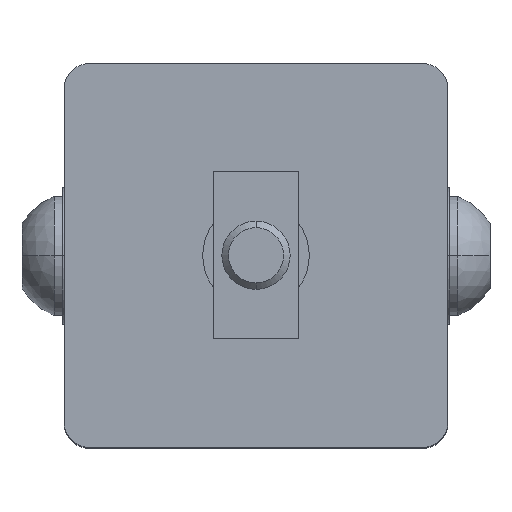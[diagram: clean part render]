
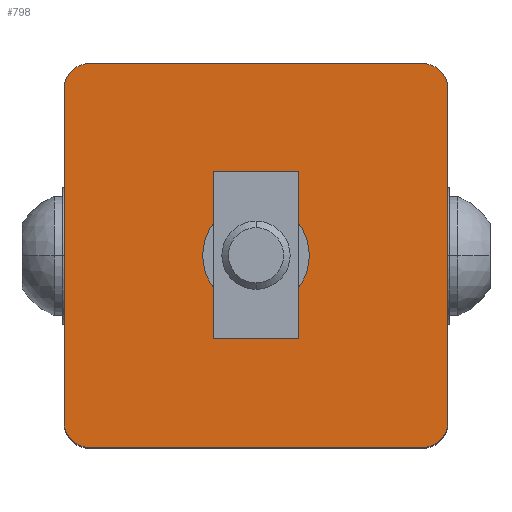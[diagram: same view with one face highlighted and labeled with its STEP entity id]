
A CAD part, top view. The second image highlights one B-rep face of the part: STEP entity #798.
In plain terms, the highlighted planar face has unit normal (0, 0, 1).
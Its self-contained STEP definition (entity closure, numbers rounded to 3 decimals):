
#19 = FACE_OUTER_BOUND ( 'NONE', #4647, .T. ) ;
#70 = CIRCLE ( 'NONE', #1872, 3. ) ;
#148 = EDGE_CURVE ( 'NONE', #654, #4209, #5024, .T. ) ;
#207 = ORIENTED_EDGE ( 'NONE', *, *, #7758, .F. ) ;
#297 = ORIENTED_EDGE ( 'NONE', *, *, #5111, .T. ) ;
#418 = LINE ( 'NONE', #3236, #7586 ) ;
#446 = CARTESIAN_POINT ( 'NONE',  ( 22.5, -19.5, 73. ) ) ;
#469 = CIRCLE ( 'NONE', #2297, 6.25 ) ;
#539 = CARTESIAN_POINT ( 'NONE',  ( 19.5, 19.5, 73. ) ) ;
#572 = CARTESIAN_POINT ( 'NONE',  ( -19.5, 22.5, 73. ) ) ;
#607 = CARTESIAN_POINT ( 'NONE',  ( 21.621, -21.621, 73. ) ) ;
#654 = VERTEX_POINT ( 'NONE', #4975 ) ;
#718 = CARTESIAN_POINT ( 'NONE',  ( 19.5, -19.5, 73. ) ) ;
#798 = ADVANCED_FACE ( 'NONE', ( #19, #2836 ), #5703, .F. ) ;
#827 = DIRECTION ( 'NONE',  ( 0., -1., 0. ) ) ;
#903 = VERTEX_POINT ( 'NONE', #607 ) ;
#994 = CARTESIAN_POINT ( 'NONE',  ( 19.5, 19.5, 73. ) ) ;
#1005 = CIRCLE ( 'NONE', #7135, 6.25 ) ;
#1081 = ORIENTED_EDGE ( 'NONE', *, *, #1336, .F. ) ;
#1156 = VERTEX_POINT ( 'NONE', #1976 ) ;
#1336 = EDGE_CURVE ( 'NONE', #6592, #3345, #5285, .T. ) ;
#1508 = ORIENTED_EDGE ( 'NONE', *, *, #7707, .T. ) ;
#1543 = DIRECTION ( 'NONE',  ( -0.707, 0.707, 0. ) ) ;
#1564 = DIRECTION ( 'NONE',  ( 0., 0., -1. ) ) ;
#1579 = DIRECTION ( 'NONE',  ( 0., 1., 0. ) ) ;
#1607 = CARTESIAN_POINT ( 'NONE',  ( 0., 0., 73. ) ) ;
#1741 = CIRCLE ( 'NONE', #4225, 3. ) ;
#1835 = CARTESIAN_POINT ( 'NONE',  ( 19.5, 22.5, 73. ) ) ;
#1872 = AXIS2_PLACEMENT_3D ( 'NONE', #994, #4396, #2316 ) ;
#1976 = CARTESIAN_POINT ( 'NONE',  ( -22.5, -19.5, 73. ) ) ;
#2007 = CARTESIAN_POINT ( 'NONE',  ( 19.5, -22.5, 73. ) ) ;
#2014 = DIRECTION ( 'NONE',  ( 0.707, -0.707, 0. ) ) ;
#2034 = ORIENTED_EDGE ( 'NONE', *, *, #7262, .F. ) ;
#2097 = EDGE_CURVE ( 'NONE', #3942, #654, #70, .T. ) ;
#2297 = AXIS2_PLACEMENT_3D ( 'NONE', #1607, #6479, #827 ) ;
#2316 = DIRECTION ( 'NONE',  ( 0.707, 0.707, 0. ) ) ;
#2400 = CARTESIAN_POINT ( 'NONE',  ( -21.621, -21.621, 73. ) ) ;
#2493 = DIRECTION ( 'NONE',  ( 0., -1., 0. ) ) ;
#2499 = DIRECTION ( 'NONE',  ( 0., 0., -1. ) ) ;
#2624 = DIRECTION ( 'NONE',  ( 0., 0., -1. ) ) ;
#2792 = VERTEX_POINT ( 'NONE', #2007 ) ;
#2836 = FACE_BOUND ( 'NONE', #3778, .T. ) ;
#2986 = ORIENTED_EDGE ( 'NONE', *, *, #5357, .T. ) ;
#3044 = DIRECTION ( 'NONE',  ( -0.707, 0.707, 0. ) ) ;
#3102 = VECTOR ( 'NONE', #1579, 1000. ) ;
#3122 = ORIENTED_EDGE ( 'NONE', *, *, #7780, .F. ) ;
#3148 = CARTESIAN_POINT ( 'NONE',  ( 20., 0., 73. ) ) ;
#3198 = VECTOR ( 'NONE', #8185, 1000. ) ;
#3236 = CARTESIAN_POINT ( 'NONE',  ( -22.5, 19.5, 73. ) ) ;
#3295 = DIRECTION ( 'NONE',  ( 0., -1., 0. ) ) ;
#3345 = VERTEX_POINT ( 'NONE', #2400 ) ;
#3472 = DIRECTION ( 'NONE',  ( -1., 0., 0. ) ) ;
#3480 = CARTESIAN_POINT ( 'NONE',  ( 0., -6.25, 73. ) ) ;
#3658 = AXIS2_PLACEMENT_3D ( 'NONE', #539, #2499, #3907 ) ;
#3719 = ORIENTED_EDGE ( 'NONE', *, *, #7511, .T. ) ;
#3737 = CIRCLE ( 'NONE', #4877, 3. ) ;
#3742 = LINE ( 'NONE', #6109, #3198 ) ;
#3778 = EDGE_LOOP ( 'NONE', ( #8109, #3719 ) ) ;
#3834 = CIRCLE ( 'NONE', #8868, 3. ) ;
#3836 = VERTEX_POINT ( 'NONE', #446 ) ;
#3837 = DIRECTION ( 'NONE',  ( -1., 0., 0. ) ) ;
#3907 = DIRECTION ( 'NONE',  ( 0.707, 0.707, 0. ) ) ;
#3942 = VERTEX_POINT ( 'NONE', #1835 ) ;
#4083 = DIRECTION ( 'NONE',  ( -0.707, -0.707, 0. ) ) ;
#4136 = EDGE_CURVE ( 'NONE', #7250, #5462, #3737, .T. ) ;
#4196 = VERTEX_POINT ( 'NONE', #8404 ) ;
#4209 = VERTEX_POINT ( 'NONE', #6384 ) ;
#4225 = AXIS2_PLACEMENT_3D ( 'NONE', #718, #5579, #2014 ) ;
#4341 = EDGE_CURVE ( 'NONE', #5462, #6241, #6934, .T. ) ;
#4395 = CARTESIAN_POINT ( 'NONE',  ( -19.5, -22.5, 73. ) ) ;
#4396 = DIRECTION ( 'NONE',  ( 0., 0., -1. ) ) ;
#4461 = ORIENTED_EDGE ( 'NONE', *, *, #148, .F. ) ;
#4647 = EDGE_LOOP ( 'NONE', ( #1081, #2986, #207, #2034, #297, #4461, #5956, #1508, #6070, #7786, #5063, #3122 ) ) ;
#4650 = EDGE_CURVE ( 'NONE', #7250, #1156, #418, .T. ) ;
#4725 = CARTESIAN_POINT ( 'NONE',  ( -19.5, -19.5, 73. ) ) ;
#4832 = LINE ( 'NONE', #5769, #3102 ) ;
#4877 = AXIS2_PLACEMENT_3D ( 'NONE', #7435, #6107, #1543 ) ;
#4941 = DIRECTION ( 'NONE',  ( 0., 0., -1. ) ) ;
#4975 = CARTESIAN_POINT ( 'NONE',  ( 21.621, 21.621, 73. ) ) ;
#5015 = CARTESIAN_POINT ( 'NONE',  ( -22.5, 19.5, 73. ) ) ;
#5024 = CIRCLE ( 'NONE', #3658, 3. ) ;
#5063 = ORIENTED_EDGE ( 'NONE', *, *, #4650, .T. ) ;
#5111 = EDGE_CURVE ( 'NONE', #3836, #4209, #4832, .T. ) ;
#5285 = CIRCLE ( 'NONE', #8376, 3. ) ;
#5357 = EDGE_CURVE ( 'NONE', #6592, #2792, #3742, .T. ) ;
#5462 = VERTEX_POINT ( 'NONE', #8282 ) ;
#5579 = DIRECTION ( 'NONE',  ( 0., 0., -1. ) ) ;
#5690 = VECTOR ( 'NONE', #3472, 1000. ) ;
#5703 = PLANE ( 'NONE',  #7377 ) ;
#5733 = CARTESIAN_POINT ( 'NONE',  ( -19.5, -19.5, 73. ) ) ;
#5769 = CARTESIAN_POINT ( 'NONE',  ( 22.5, -19.5, 73. ) ) ;
#5956 = ORIENTED_EDGE ( 'NONE', *, *, #2097, .F. ) ;
#6034 = DIRECTION ( 'NONE',  ( 0., 0., -1. ) ) ;
#6070 = ORIENTED_EDGE ( 'NONE', *, *, #4341, .F. ) ;
#6107 = DIRECTION ( 'NONE',  ( 0., 0., -1. ) ) ;
#6109 = CARTESIAN_POINT ( 'NONE',  ( -19.5, -22.5, 73. ) ) ;
#6241 = VERTEX_POINT ( 'NONE', #572 ) ;
#6384 = CARTESIAN_POINT ( 'NONE',  ( 22.5, 19.5, 73. ) ) ;
#6479 = DIRECTION ( 'NONE',  ( 0., 0., -1. ) ) ;
#6592 = VERTEX_POINT ( 'NONE', #4395 ) ;
#6759 = CARTESIAN_POINT ( 'NONE',  ( 0., 0., 73. ) ) ;
#6934 = CIRCLE ( 'NONE', #8597, 3. ) ;
#7094 = DIRECTION ( 'NONE',  ( -0.707, -0.707, 0. ) ) ;
#7098 = VERTEX_POINT ( 'NONE', #3480 ) ;
#7135 = AXIS2_PLACEMENT_3D ( 'NONE', #6759, #6034, #2493 ) ;
#7193 = CARTESIAN_POINT ( 'NONE',  ( 19.5, -19.5, 73. ) ) ;
#7250 = VERTEX_POINT ( 'NONE', #5015 ) ;
#7262 = EDGE_CURVE ( 'NONE', #3836, #903, #3834, .T. ) ;
#7296 = AXIS2_PLACEMENT_3D ( 'NONE', #5733, #4941, #7094 ) ;
#7377 = AXIS2_PLACEMENT_3D ( 'NONE', #3148, #7981, #3837 ) ;
#7402 = CIRCLE ( 'NONE', #7296, 3. ) ;
#7435 = CARTESIAN_POINT ( 'NONE',  ( -19.5, 19.5, 73. ) ) ;
#7511 = EDGE_CURVE ( 'NONE', #4196, #7098, #1005, .T. ) ;
#7519 = LINE ( 'NONE', #7579, #5690 ) ;
#7579 = CARTESIAN_POINT ( 'NONE',  ( 19.5, 22.5, 73. ) ) ;
#7586 = VECTOR ( 'NONE', #3295, 1000. ) ;
#7707 = EDGE_CURVE ( 'NONE', #3942, #6241, #7519, .T. ) ;
#7758 = EDGE_CURVE ( 'NONE', #903, #2792, #1741, .T. ) ;
#7780 = EDGE_CURVE ( 'NONE', #3345, #1156, #7402, .T. ) ;
#7786 = ORIENTED_EDGE ( 'NONE', *, *, #4136, .F. ) ;
#7797 = DIRECTION ( 'NONE',  ( 0.707, -0.707, 0. ) ) ;
#7799 = DIRECTION ( 'NONE',  ( 0., 0., -1. ) ) ;
#7876 = CARTESIAN_POINT ( 'NONE',  ( -19.5, 19.5, 73. ) ) ;
#7981 = DIRECTION ( 'NONE',  ( 0., 0., -1. ) ) ;
#8109 = ORIENTED_EDGE ( 'NONE', *, *, #8604, .T. ) ;
#8185 = DIRECTION ( 'NONE',  ( 1., 0., 0. ) ) ;
#8282 = CARTESIAN_POINT ( 'NONE',  ( -21.621, 21.621, 73. ) ) ;
#8376 = AXIS2_PLACEMENT_3D ( 'NONE', #4725, #2624, #4083 ) ;
#8404 = CARTESIAN_POINT ( 'NONE',  ( 0., 6.25, 73. ) ) ;
#8597 = AXIS2_PLACEMENT_3D ( 'NONE', #7876, #7799, #3044 ) ;
#8604 = EDGE_CURVE ( 'NONE', #7098, #4196, #469, .T. ) ;
#8868 = AXIS2_PLACEMENT_3D ( 'NONE', #7193, #1564, #7797 ) ;
